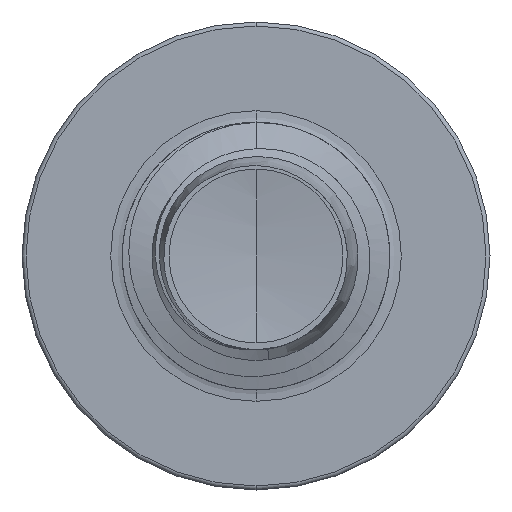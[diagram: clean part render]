
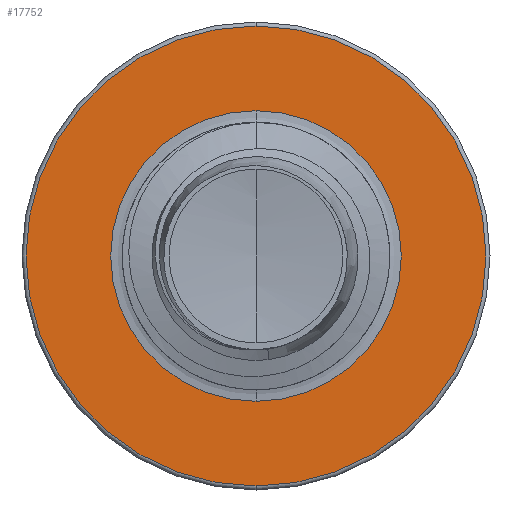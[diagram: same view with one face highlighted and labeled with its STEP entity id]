
A CAD part, front view. The second image highlights one B-rep face of the part: STEP entity #17752.
In plain terms, the highlighted planar face has unit normal (0, -1, 0).
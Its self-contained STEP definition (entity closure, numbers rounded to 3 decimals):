
#464 = FACE_OUTER_BOUND ( 'NONE', #18141, .T. ) ;
#1094 = AXIS2_PLACEMENT_3D ( 'NONE', #15381, #15368, #15357 ) ;
#2099 = EDGE_LOOP ( 'NONE', ( #17651, #12189 ) ) ;
#3673 = CIRCLE ( 'NONE', #17256, 2.174 ) ;
#4443 = DIRECTION ( 'NONE',  ( 0., 0., 1. ) ) ;
#4467 = DIRECTION ( 'NONE',  ( 0., 1., 0. ) ) ;
#4487 = CARTESIAN_POINT ( 'NONE',  ( 0., 6., 0. ) ) ;
#5461 = VERTEX_POINT ( 'NONE', #14170 ) ;
#6206 = AXIS2_PLACEMENT_3D ( 'NONE', #13369, #13182, #13177 ) ;
#7731 = CIRCLE ( 'NONE', #1094, 3.44 ) ;
#8957 = CARTESIAN_POINT ( 'NONE',  ( 0., 6., -3.44 ) ) ;
#9521 = CARTESIAN_POINT ( 'NONE',  ( 0., 6., 3.44 ) ) ;
#10361 = EDGE_CURVE ( 'NONE', #10659, #5461, #17768, .T. ) ;
#10645 = EDGE_CURVE ( 'NONE', #11770, #17040, #10844, .T. ) ;
#10659 = VERTEX_POINT ( 'NONE', #17502 ) ;
#10844 = CIRCLE ( 'NONE', #15516, 3.44 ) ;
#11614 = ORIENTED_EDGE ( 'NONE', *, *, #13974, .F. ) ;
#11689 = AXIS2_PLACEMENT_3D ( 'NONE', #14828, #14629, #14178 ) ;
#11770 = VERTEX_POINT ( 'NONE', #8957 ) ;
#12189 = ORIENTED_EDGE ( 'NONE', *, *, #17445, .T. ) ;
#13177 = DIRECTION ( 'NONE',  ( 0., 0., 1. ) ) ;
#13182 = DIRECTION ( 'NONE',  ( 0., 1., 0. ) ) ;
#13273 = PLANE ( 'NONE',  #6206 ) ;
#13369 = CARTESIAN_POINT ( 'NONE',  ( 0., 6., -2.174 ) ) ;
#13974 = EDGE_CURVE ( 'NONE', #17040, #11770, #7731, .T. ) ;
#14170 = CARTESIAN_POINT ( 'NONE',  ( 0., 6., -2.174 ) ) ;
#14178 = DIRECTION ( 'NONE',  ( 0., 0., 1. ) ) ;
#14629 = DIRECTION ( 'NONE',  ( 0., 1., 0. ) ) ;
#14828 = CARTESIAN_POINT ( 'NONE',  ( 0., 6., 0. ) ) ;
#15357 = DIRECTION ( 'NONE',  ( 0., 0., 1. ) ) ;
#15368 = DIRECTION ( 'NONE',  ( 0., 1., 0. ) ) ;
#15381 = CARTESIAN_POINT ( 'NONE',  ( 0., 6., 0. ) ) ;
#15459 = ORIENTED_EDGE ( 'NONE', *, *, #10645, .F. ) ;
#15516 = AXIS2_PLACEMENT_3D ( 'NONE', #17452, #17449, #17437 ) ;
#17040 = VERTEX_POINT ( 'NONE', #9521 ) ;
#17151 = FACE_BOUND ( 'NONE', #2099, .T. ) ;
#17256 = AXIS2_PLACEMENT_3D ( 'NONE', #4487, #4467, #4443 ) ;
#17437 = DIRECTION ( 'NONE',  ( 0., 0., 1. ) ) ;
#17445 = EDGE_CURVE ( 'NONE', #5461, #10659, #3673, .T. ) ;
#17449 = DIRECTION ( 'NONE',  ( 0., 1., 0. ) ) ;
#17452 = CARTESIAN_POINT ( 'NONE',  ( 0., 6., 0. ) ) ;
#17502 = CARTESIAN_POINT ( 'NONE',  ( 0., 6., 2.174 ) ) ;
#17651 = ORIENTED_EDGE ( 'NONE', *, *, #10361, .T. ) ;
#17752 = ADVANCED_FACE ( 'NONE', ( #464, #17151 ), #13273, .F. ) ;
#17768 = CIRCLE ( 'NONE', #11689, 2.174 ) ;
#18141 = EDGE_LOOP ( 'NONE', ( #11614, #15459 ) ) ;
